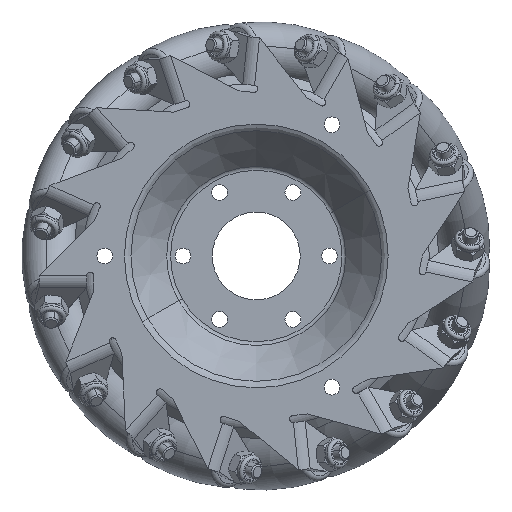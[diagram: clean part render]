
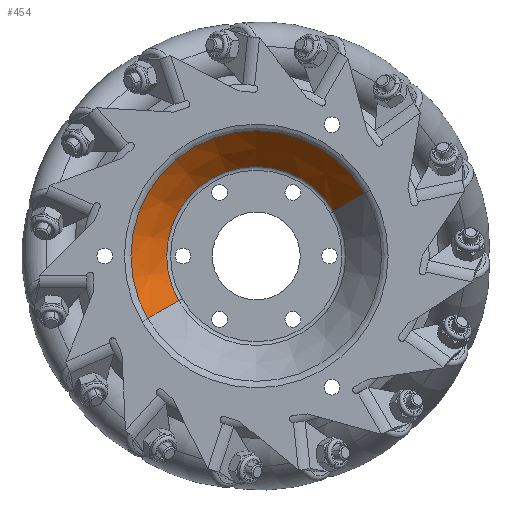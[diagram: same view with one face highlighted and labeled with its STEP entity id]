
A CAD part, left-side view. The second image highlights one B-rep face of the part: STEP entity #454.
In plain terms, the highlighted conical face has half-angle 38.239 degrees and reference radius 28.622 mm.
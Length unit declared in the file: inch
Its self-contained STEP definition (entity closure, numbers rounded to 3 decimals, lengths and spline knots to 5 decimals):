
#454 = ADVANCED_FACE ( 'NONE', ( #10517 ), #10515, .F. ) ;
#1200 = VERTEX_POINT ( 'NONE', #5685 ) ;
#1201 = VERTEX_POINT ( 'NONE', #5686 ) ;
#1208 = VERTEX_POINT ( 'NONE', #5693 ) ;
#1209 = VERTEX_POINT ( 'NONE', #5694 ) ;
#1988 = EDGE_CURVE ( 'NONE', #1208, #1200, #11325, .T. ) ;
#1995 = EDGE_CURVE ( 'NONE', #1209, #1208, #11476, .T. ) ;
#2064 = EDGE_CURVE ( 'NONE', #1200, #1201, #10817, .T. ) ;
#2065 = EDGE_CURVE ( 'NONE', #1209, #1201, #11612, .T. ) ;
#4254 = AXIS2_PLACEMENT_3D ( 'NONE', #5369, #5366, #5367 ) ;
#5366 = DIRECTION ( 'NONE',  ( 1., 0., 0. ) ) ;
#5367 = DIRECTION ( 'NONE',  ( 0., 0., -1. ) ) ;
#5369 = CARTESIAN_POINT ( 'NONE',  ( 0.125, 0., 0. ) ) ;
#5685 = CARTESIAN_POINT ( 'NONE',  ( 0.7301, 0., 1.6037 ) ) ;
#5686 = CARTESIAN_POINT ( 'NONE',  ( 0.7301, 0., -1.6037 ) ) ;
#5693 = CARTESIAN_POINT ( 'NONE',  ( 0.14882, 0., 1.14562 ) ) ;
#5694 = CARTESIAN_POINT ( 'NONE',  ( 0.14882, 0., -1.14562 ) ) ;
#7069 = AXIS2_PLACEMENT_3D ( 'NONE', #7588, #7589, #7590 ) ;
#7109 = AXIS2_PLACEMENT_3D ( 'NONE', #7767, #7770, #7771 ) ;
#7568 = CARTESIAN_POINT ( 'NONE',  ( 0.125, 0., 1.12686 ) ) ;
#7569 = DIRECTION ( 'NONE',  ( 0.785, 0., 0.619 ) ) ;
#7588 = CARTESIAN_POINT ( 'NONE',  ( 0.14882, 0., 0. ) ) ;
#7589 = DIRECTION ( 'NONE',  ( -1., 0., 0. ) ) ;
#7590 = DIRECTION ( 'NONE',  ( 0., 0., -1. ) ) ;
#7767 = CARTESIAN_POINT ( 'NONE',  ( 0.7301, 0., 0. ) ) ;
#7770 = DIRECTION ( 'NONE',  ( 1., 0., 0. ) ) ;
#7771 = DIRECTION ( 'NONE',  ( 0., 0., 1. ) ) ;
#7772 = CARTESIAN_POINT ( 'NONE',  ( 0.125, 0., -1.12686 ) ) ;
#7773 = DIRECTION ( 'NONE',  ( 0.785, 0., -0.619 ) ) ;
#10515 = CONICAL_SURFACE ( 'NONE', #4254, 1.12686, 0.667 ) ;
#10517 = FACE_OUTER_BOUND ( 'NONE', #12596, .T. ) ;
#10666 = VECTOR ( 'NONE', #7569, 39.37008 ) ;
#10817 = CIRCLE ( 'NONE', #7109, 1.6037 ) ;
#11056 = VECTOR ( 'NONE', #7773, 39.37008 ) ;
#11325 = LINE ( 'NONE', #7568, #10666 ) ;
#11476 = CIRCLE ( 'NONE', #7069, 1.14562 ) ;
#11612 = LINE ( 'NONE', #7772, #11056 ) ;
#12596 = EDGE_LOOP ( 'NONE', ( #12669, #12670, #12671, #12672 ) ) ;
#12669 = ORIENTED_EDGE ( 'NONE', *, *, #1995, .T. ) ;
#12670 = ORIENTED_EDGE ( 'NONE', *, *, #1988, .T. ) ;
#12671 = ORIENTED_EDGE ( 'NONE', *, *, #2064, .T. ) ;
#12672 = ORIENTED_EDGE ( 'NONE', *, *, #2065, .F. ) ;
